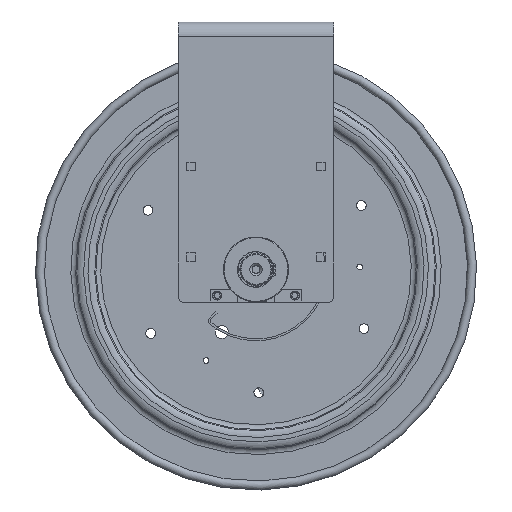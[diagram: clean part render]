
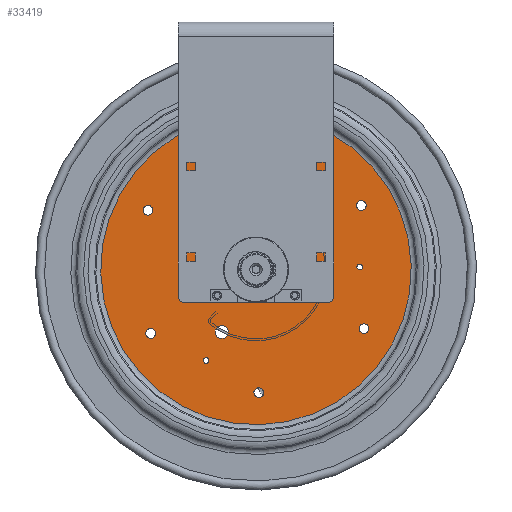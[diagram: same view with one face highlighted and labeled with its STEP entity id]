
A CAD part, left-side view. The second image highlights one B-rep face of the part: STEP entity #33419.
In plain terms, the highlighted planar face has unit normal (-1, 0, 0).
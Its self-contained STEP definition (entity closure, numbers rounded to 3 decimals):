
#2352=FACE_BOUND('',#4871,.T.);
#2353=FACE_BOUND('',#4872,.T.);
#2354=FACE_BOUND('',#4873,.T.);
#2355=FACE_BOUND('',#4874,.T.);
#2356=FACE_BOUND('',#4875,.T.);
#2357=FACE_BOUND('',#4876,.T.);
#2358=FACE_BOUND('',#4877,.T.);
#2359=FACE_BOUND('',#4878,.T.);
#2360=FACE_BOUND('',#4879,.T.);
#2361=FACE_BOUND('',#4880,.T.);
#2362=FACE_BOUND('',#4881,.T.);
#2363=FACE_BOUND('',#4882,.T.);
#2364=FACE_BOUND('',#4883,.T.);
#2790=CIRCLE('',#34965,0.25);
#2791=CIRCLE('',#34967,0.25);
#2792=CIRCLE('',#34969,0.25);
#2793=CIRCLE('',#34971,0.11);
#2794=CIRCLE('',#34973,0.188);
#2795=CIRCLE('',#34975,0.188);
#2796=CIRCLE('',#34977,0.188);
#2797=CIRCLE('',#34979,0.188);
#2798=CIRCLE('',#34981,0.188);
#2799=CIRCLE('',#34983,0.188);
#2800=CIRCLE('',#34985,0.11);
#2801=CIRCLE('',#34987,0.11);
#2818=CIRCLE('',#35011,5.983);
#2819=CIRCLE('',#35012,5.983);
#2820=CIRCLE('',#35013,0.563);
#3614=FACE_OUTER_BOUND('',#4870,.T.);
#4870=EDGE_LOOP('',(#24466,#24467));
#4871=EDGE_LOOP('',(#24468));
#4872=EDGE_LOOP('',(#24469));
#4873=EDGE_LOOP('',(#24470));
#4874=EDGE_LOOP('',(#24471));
#4875=EDGE_LOOP('',(#24472));
#4876=EDGE_LOOP('',(#24473));
#4877=EDGE_LOOP('',(#24474));
#4878=EDGE_LOOP('',(#24475));
#4879=EDGE_LOOP('',(#24476));
#4880=EDGE_LOOP('',(#24477));
#4881=EDGE_LOOP('',(#24478));
#4882=EDGE_LOOP('',(#24479));
#4883=EDGE_LOOP('',(#24480));
#13248=VERTEX_POINT('',#45403);
#13249=VERTEX_POINT('',#45407);
#13250=VERTEX_POINT('',#45411);
#13251=VERTEX_POINT('',#45415);
#13252=VERTEX_POINT('',#45419);
#13253=VERTEX_POINT('',#45423);
#13254=VERTEX_POINT('',#45427);
#13255=VERTEX_POINT('',#45431);
#13256=VERTEX_POINT('',#45435);
#13257=VERTEX_POINT('',#45439);
#13258=VERTEX_POINT('',#45443);
#13259=VERTEX_POINT('',#45447);
#13272=VERTEX_POINT('',#45485);
#13273=VERTEX_POINT('',#45486);
#13274=VERTEX_POINT('',#45489);
#18060=EDGE_CURVE('',#13248,#13248,#2790,.T.);
#18062=EDGE_CURVE('',#13249,#13249,#2791,.T.);
#18064=EDGE_CURVE('',#13250,#13250,#2792,.T.);
#18066=EDGE_CURVE('',#13251,#13251,#2793,.T.);
#18067=EDGE_CURVE('',#13252,#13252,#2794,.T.);
#18069=EDGE_CURVE('',#13253,#13253,#2795,.T.);
#18071=EDGE_CURVE('',#13254,#13254,#2796,.T.);
#18073=EDGE_CURVE('',#13255,#13255,#2797,.T.);
#18075=EDGE_CURVE('',#13256,#13256,#2798,.T.);
#18077=EDGE_CURVE('',#13257,#13257,#2799,.T.);
#18080=EDGE_CURVE('',#13258,#13258,#2800,.T.);
#18082=EDGE_CURVE('',#13259,#13259,#2801,.T.);
#18099=EDGE_CURVE('',#13272,#13273,#2818,.T.);
#18100=EDGE_CURVE('',#13273,#13272,#2819,.T.);
#18101=EDGE_CURVE('',#13274,#13274,#2820,.T.);
#24466=ORIENTED_EDGE('',*,*,#18099,.F.);
#24467=ORIENTED_EDGE('',*,*,#18100,.F.);
#24468=ORIENTED_EDGE('',*,*,#18101,.T.);
#24469=ORIENTED_EDGE('',*,*,#18060,.T.);
#24470=ORIENTED_EDGE('',*,*,#18062,.T.);
#24471=ORIENTED_EDGE('',*,*,#18064,.T.);
#24472=ORIENTED_EDGE('',*,*,#18066,.T.);
#24473=ORIENTED_EDGE('',*,*,#18067,.T.);
#24474=ORIENTED_EDGE('',*,*,#18069,.T.);
#24475=ORIENTED_EDGE('',*,*,#18071,.T.);
#24476=ORIENTED_EDGE('',*,*,#18073,.T.);
#24477=ORIENTED_EDGE('',*,*,#18075,.T.);
#24478=ORIENTED_EDGE('',*,*,#18077,.T.);
#24479=ORIENTED_EDGE('',*,*,#18080,.T.);
#24480=ORIENTED_EDGE('',*,*,#18082,.T.);
#31545=PLANE('',#35010);
#33419=ADVANCED_FACE('',(#3614,#2352,#2353,#2354,#2355,#2356,#2357,#2358,
#2359,#2360,#2361,#2362,#2363,#2364),#31545,.T.);
#34965=AXIS2_PLACEMENT_3D('',#45405,#37482,#37483);
#34967=AXIS2_PLACEMENT_3D('',#45409,#37487,#37488);
#34969=AXIS2_PLACEMENT_3D('',#45413,#37492,#37493);
#34971=AXIS2_PLACEMENT_3D('',#45417,#37497,#37498);
#34973=AXIS2_PLACEMENT_3D('',#45420,#37501,#37502);
#34975=AXIS2_PLACEMENT_3D('',#45424,#37506,#37507);
#34977=AXIS2_PLACEMENT_3D('',#45428,#37511,#37512);
#34979=AXIS2_PLACEMENT_3D('',#45432,#37516,#37517);
#34981=AXIS2_PLACEMENT_3D('',#45436,#37521,#37522);
#34983=AXIS2_PLACEMENT_3D('',#45440,#37526,#37527);
#34985=AXIS2_PLACEMENT_3D('',#45445,#37532,#37533);
#34987=AXIS2_PLACEMENT_3D('',#45449,#37537,#37538);
#35010=AXIS2_PLACEMENT_3D('',#45484,#37583,#37584);
#35011=AXIS2_PLACEMENT_3D('',#45487,#37585,#37586);
#35012=AXIS2_PLACEMENT_3D('',#45488,#37587,#37588);
#35013=AXIS2_PLACEMENT_3D('',#45490,#37589,#37590);
#37482=DIRECTION('center_axis',(1.,0.,0.));
#37483=DIRECTION('ref_axis',(0.,0.854,-0.52));
#37487=DIRECTION('center_axis',(1.,0.,0.));
#37488=DIRECTION('ref_axis',(0.,0.854,-0.52));
#37492=DIRECTION('center_axis',(1.,0.,0.));
#37493=DIRECTION('ref_axis',(0.,0.854,-0.52));
#37497=DIRECTION('center_axis',(1.,0.,0.));
#37498=DIRECTION('ref_axis',(0.,0.854,-0.52));
#37501=DIRECTION('center_axis',(1.,0.,0.));
#37502=DIRECTION('ref_axis',(0.,-0.854,0.52));
#37506=DIRECTION('center_axis',(1.,0.,0.));
#37507=DIRECTION('ref_axis',(0.,0.023,1.));
#37511=DIRECTION('center_axis',(1.,0.,0.));
#37512=DIRECTION('ref_axis',(0.,0.877,0.48));
#37516=DIRECTION('center_axis',(1.,0.,0.));
#37517=DIRECTION('ref_axis',(0.,0.854,-0.52));
#37521=DIRECTION('center_axis',(1.,0.,0.));
#37522=DIRECTION('ref_axis',(0.,-0.023,
-1.));
#37526=DIRECTION('center_axis',(1.,0.,0.));
#37527=DIRECTION('ref_axis',(0.,-0.877,-0.48));
#37532=DIRECTION('center_axis',(1.,0.,0.));
#37533=DIRECTION('ref_axis',(0.,-0.877,-0.48));
#37537=DIRECTION('center_axis',(1.,0.,0.));
#37538=DIRECTION('ref_axis',(0.,0.023,1.));
#37583=DIRECTION('center_axis',(-1.,0.,0.));
#37584=DIRECTION('ref_axis',(0.,0.52,0.854));
#37585=DIRECTION('center_axis',(1.,0.,0.));
#37586=DIRECTION('ref_axis',(0.,0.854,-0.52));
#37587=DIRECTION('center_axis',(1.,0.,0.));
#37588=DIRECTION('ref_axis',(0.,0.854,-0.52));
#37589=DIRECTION('center_axis',(1.,0.,0.));
#37590=DIRECTION('ref_axis',(0.,0.854,-0.52));
#45403=CARTESIAN_POINT('',(-6.269,1.107,-11.63));
#45405=CARTESIAN_POINT('Origin',(-6.269,1.32,-11.76));
#45407=CARTESIAN_POINT('',(-6.269,1.215,-6.868));
#45409=CARTESIAN_POINT('Origin',(-6.269,1.429,-6.998));
#45411=CARTESIAN_POINT('',(-6.269,-2.963,-9.155));
#45413=CARTESIAN_POINT('Origin',(-6.269,-2.749,-9.285));
#45415=CARTESIAN_POINT('',(-6.269,1.985,-5.873));
#45417=CARTESIAN_POINT('Origin',(-6.269,2.078,-5.93));
#45419=CARTESIAN_POINT('',(-6.269,4.327,-7.164));
#45420=CARTESIAN_POINT('Origin',(-6.269,4.167,-7.067));
#45423=CARTESIAN_POINT('',(-6.269,4.054,-12.003));
#45424=CARTESIAN_POINT('Origin',(-6.269,4.059,-11.815));
#45427=CARTESIAN_POINT('',(-6.269,-0.273,-14.186));
#45428=CARTESIAN_POINT('Origin',(-6.269,-0.108,-14.096));
#45431=CARTESIAN_POINT('',(-6.269,-4.327,-11.531));
#45432=CARTESIAN_POINT('Origin',(-6.269,-4.167,-11.628));
#45435=CARTESIAN_POINT('',(-6.269,-4.054,-6.692));
#45436=CARTESIAN_POINT('Origin',(-6.269,-4.059,-6.88));
#45439=CARTESIAN_POINT('',(-6.269,0.273,-4.509));
#45440=CARTESIAN_POINT('Origin',(-6.269,0.108,-4.599));
#45443=CARTESIAN_POINT('',(-6.269,2.017,-12.804));
#45445=CARTESIAN_POINT('Origin',(-6.269,1.921,-12.856));
#45447=CARTESIAN_POINT('',(-6.269,-4.001,-9.366));
#45449=CARTESIAN_POINT('Origin',(-6.269,-3.999,-9.257));
#45484=CARTESIAN_POINT('Origin',(-6.269,2.556,-10.902));
#45485=CARTESIAN_POINT('',(-6.269,5.112,-12.456));
#45486=CARTESIAN_POINT('',(-6.269,3.109,-4.235));
#45487=CARTESIAN_POINT('Origin',(-6.269,0.,
-9.348));
#45488=CARTESIAN_POINT('Origin',(-6.269,0.,
-9.348));
#45489=CARTESIAN_POINT('',(-6.269,-0.481,-9.055));
#45490=CARTESIAN_POINT('Origin',(-6.269,0.,
-9.348));
